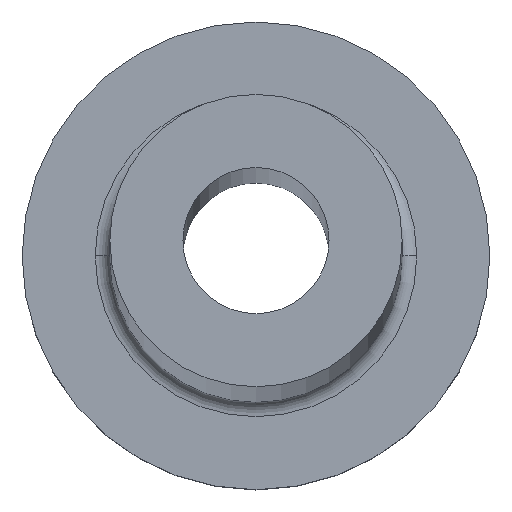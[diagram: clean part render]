
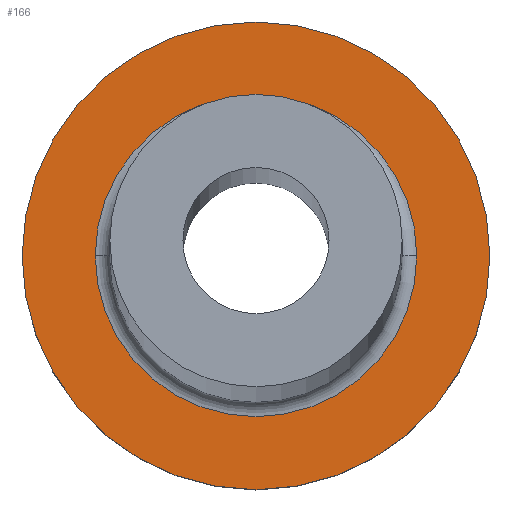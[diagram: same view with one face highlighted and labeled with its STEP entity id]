
A CAD part, top view. The second image highlights one B-rep face of the part: STEP entity #166.
In plain terms, the highlighted planar face has unit normal (0, 0, 1).
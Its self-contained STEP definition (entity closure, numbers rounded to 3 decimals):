
#17 = EDGE_CURVE ( 'NONE', #358, #274, #94, .T. ) ;
#18 = FACE_OUTER_BOUND ( 'NONE', #299, .T. ) ;
#25 = CIRCLE ( 'NONE', #370, 5.5 ) ;
#37 = ORIENTED_EDGE ( 'NONE', *, *, #294, .T. ) ;
#40 = PLANE ( 'NONE',  #54 ) ;
#54 = AXIS2_PLACEMENT_3D ( 'NONE', #221, #255, #134 ) ;
#84 = DIRECTION ( 'NONE',  ( 1., 0., 0. ) ) ;
#94 = CIRCLE ( 'NONE', #235, 5.5 ) ;
#98 = DIRECTION ( 'NONE',  ( 0., 0., -1. ) ) ;
#108 = CARTESIAN_POINT ( 'NONE',  ( 0., 0., 5. ) ) ;
#110 = AXIS2_PLACEMENT_3D ( 'NONE', #203, #143, #84 ) ;
#111 = DIRECTION ( 'NONE',  ( 0., 0., -1. ) ) ;
#118 = EDGE_LOOP ( 'NONE', ( #289, #120 ) ) ;
#120 = ORIENTED_EDGE ( 'NONE', *, *, #17, .T. ) ;
#128 = DIRECTION ( 'NONE',  ( 1., 0., 0. ) ) ;
#131 = DIRECTION ( 'NONE',  ( 0., 0., 1. ) ) ;
#134 = DIRECTION ( 'NONE',  ( 1., 0., 0. ) ) ;
#137 = FACE_BOUND ( 'NONE', #118, .T. ) ;
#143 = DIRECTION ( 'NONE',  ( 0., 0., 1. ) ) ;
#157 = CARTESIAN_POINT ( 'NONE',  ( 0., 0., 5. ) ) ;
#161 = CIRCLE ( 'NONE', #110, 8. ) ;
#166 = ADVANCED_FACE ( 'NONE', ( #137, #18 ), #40, .T. ) ;
#182 = VERTEX_POINT ( 'NONE', #218 ) ;
#193 = DIRECTION ( 'NONE',  ( 1., 0., 0. ) ) ;
#195 = EDGE_CURVE ( 'NONE', #268, #182, #258, .T. ) ;
#203 = CARTESIAN_POINT ( 'NONE',  ( 0., 0., 5. ) ) ;
#212 = ORIENTED_EDGE ( 'NONE', *, *, #195, .T. ) ;
#218 = CARTESIAN_POINT ( 'NONE',  ( 8., 0., 5. ) ) ;
#221 = CARTESIAN_POINT ( 'NONE',  ( 0., 0., 5. ) ) ;
#222 = CARTESIAN_POINT ( 'NONE',  ( -8., 0., 5. ) ) ;
#224 = EDGE_CURVE ( 'NONE', #274, #358, #25, .T. ) ;
#225 = CARTESIAN_POINT ( 'NONE',  ( 5.5, 0., 5. ) ) ;
#235 = AXIS2_PLACEMENT_3D ( 'NONE', #249, #98, #128 ) ;
#249 = CARTESIAN_POINT ( 'NONE',  ( 0., 0., 5. ) ) ;
#255 = DIRECTION ( 'NONE',  ( 0., 0., 1. ) ) ;
#258 = CIRCLE ( 'NONE', #343, 8. ) ;
#266 = CARTESIAN_POINT ( 'NONE',  ( -5.5, 0., 5. ) ) ;
#268 = VERTEX_POINT ( 'NONE', #222 ) ;
#274 = VERTEX_POINT ( 'NONE', #225 ) ;
#289 = ORIENTED_EDGE ( 'NONE', *, *, #224, .T. ) ;
#294 = EDGE_CURVE ( 'NONE', #182, #268, #161, .T. ) ;
#299 = EDGE_LOOP ( 'NONE', ( #212, #37 ) ) ;
#343 = AXIS2_PLACEMENT_3D ( 'NONE', #157, #131, #193 ) ;
#358 = VERTEX_POINT ( 'NONE', #266 ) ;
#367 = DIRECTION ( 'NONE',  ( 1., 0., 0. ) ) ;
#370 = AXIS2_PLACEMENT_3D ( 'NONE', #108, #111, #367 ) ;
